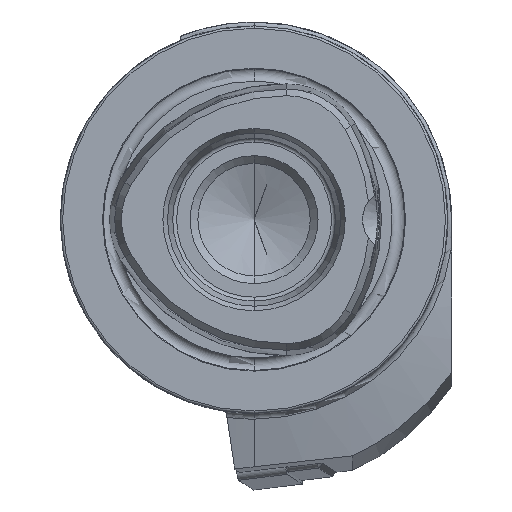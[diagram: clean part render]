
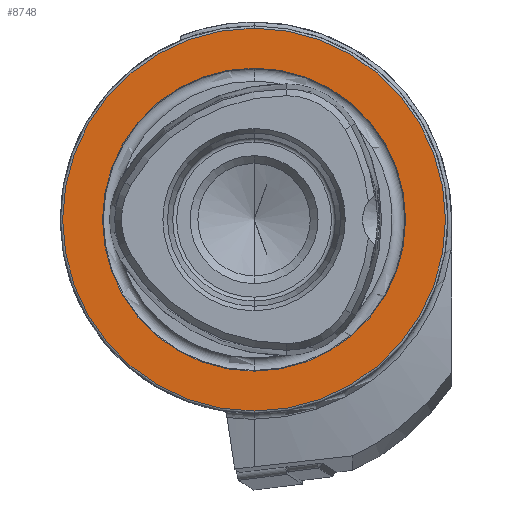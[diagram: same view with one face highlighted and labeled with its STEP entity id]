
A CAD part, left-side view. The second image highlights one B-rep face of the part: STEP entity #8748.
In plain terms, the highlighted planar face has unit normal (-1, 0, 0).
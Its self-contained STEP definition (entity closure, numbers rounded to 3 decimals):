
#131 = VERTEX_POINT ( 'NONE', #10769 ) ;
#265 = CARTESIAN_POINT ( 'NONE',  ( 0., 0., 0. ) ) ;
#335 = FACE_BOUND ( 'NONE', #6416, .T. ) ;
#610 = AXIS2_PLACEMENT_3D ( 'NONE', #8261, #3808, #7390 ) ;
#652 = AXIS2_PLACEMENT_3D ( 'NONE', #265, #10248, #4797 ) ;
#1165 = AXIS2_PLACEMENT_3D ( 'NONE', #5441, #7214, #9953 ) ;
#1276 = AXIS2_PLACEMENT_3D ( 'NONE', #7175, #1952, #1770 ) ;
#1770 = DIRECTION ( 'NONE',  ( 0., 0., 1. ) ) ;
#1952 = DIRECTION ( 'NONE',  ( -1., 0., 0. ) ) ;
#2009 = VERTEX_POINT ( 'NONE', #10950 ) ;
#2717 = CARTESIAN_POINT ( 'NONE',  ( 0., 0., 0. ) ) ;
#2838 = ORIENTED_EDGE ( 'NONE', *, *, #10188, .T. ) ;
#2938 = ORIENTED_EDGE ( 'NONE', *, *, #5230, .F. ) ;
#3238 = ORIENTED_EDGE ( 'NONE', *, *, #3385, .T. ) ;
#3385 = EDGE_CURVE ( 'NONE', #131, #2009, #9084, .T. ) ;
#3808 = DIRECTION ( 'NONE',  ( 1., 0., 0. ) ) ;
#3866 = EDGE_LOOP ( 'NONE', ( #2838, #3238 ) ) ;
#4213 = CIRCLE ( 'NONE', #652, 24.7 ) ;
#4797 = DIRECTION ( 'NONE',  ( 0., 0., 1. ) ) ;
#4900 = ORIENTED_EDGE ( 'NONE', *, *, #8658, .F. ) ;
#5230 = EDGE_CURVE ( 'NONE', #5399, #10073, #10829, .T. ) ;
#5399 = VERTEX_POINT ( 'NONE', #9208 ) ;
#5441 = CARTESIAN_POINT ( 'NONE',  ( 0., 0., 0. ) ) ;
#6114 = AXIS2_PLACEMENT_3D ( 'NONE', #2717, #6301, #9024 ) ;
#6301 = DIRECTION ( 'NONE',  ( -1., 0., 0. ) ) ;
#6384 = CARTESIAN_POINT ( 'NONE',  ( 0., 0., -19.55 ) ) ;
#6416 = EDGE_LOOP ( 'NONE', ( #2938, #4900 ) ) ;
#7175 = CARTESIAN_POINT ( 'NONE',  ( 0., 0., 0. ) ) ;
#7214 = DIRECTION ( 'NONE',  ( -1., 0., 0. ) ) ;
#7390 = DIRECTION ( 'NONE',  ( 0., 0., -1. ) ) ;
#7638 = FACE_OUTER_BOUND ( 'NONE', #3866, .T. ) ;
#8261 = CARTESIAN_POINT ( 'NONE',  ( 0., 19.55, 0. ) ) ;
#8658 = EDGE_CURVE ( 'NONE', #10073, #5399, #9961, .T. ) ;
#8748 = ADVANCED_FACE ( 'NONE', ( #335, #7638 ), #11192, .F. ) ;
#9024 = DIRECTION ( 'NONE',  ( 0., 0., 1. ) ) ;
#9084 = CIRCLE ( 'NONE', #6114, 24.7 ) ;
#9208 = CARTESIAN_POINT ( 'NONE',  ( 0., 0., 19.55 ) ) ;
#9953 = DIRECTION ( 'NONE',  ( 0., 0., 1. ) ) ;
#9961 = CIRCLE ( 'NONE', #1165, 19.55 ) ;
#10073 = VERTEX_POINT ( 'NONE', #6384 ) ;
#10188 = EDGE_CURVE ( 'NONE', #2009, #131, #4213, .T. ) ;
#10248 = DIRECTION ( 'NONE',  ( -1., 0., 0. ) ) ;
#10769 = CARTESIAN_POINT ( 'NONE',  ( 0., 0., -24.7 ) ) ;
#10829 = CIRCLE ( 'NONE', #1276, 19.55 ) ;
#10950 = CARTESIAN_POINT ( 'NONE',  ( 0., 0., 24.7 ) ) ;
#11192 = PLANE ( 'NONE',  #610 ) ;
